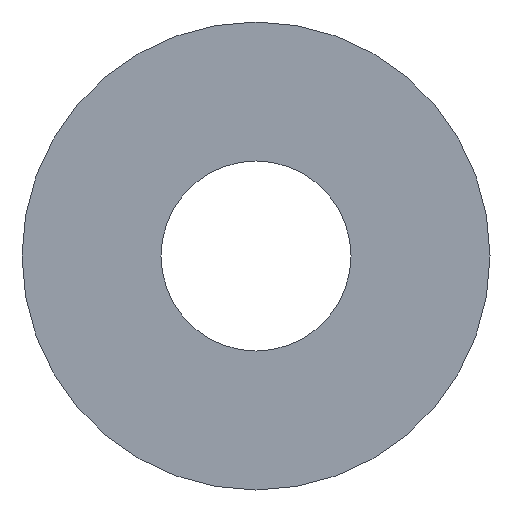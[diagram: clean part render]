
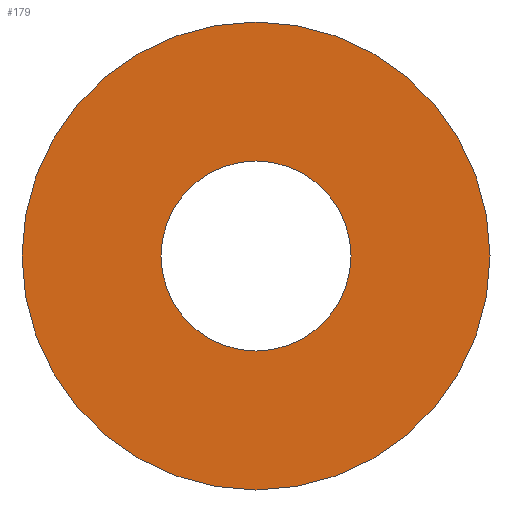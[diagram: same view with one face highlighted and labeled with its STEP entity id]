
A CAD part, left-side view. The second image highlights one B-rep face of the part: STEP entity #179.
In plain terms, the highlighted planar face has unit normal (-1, 0, 0).
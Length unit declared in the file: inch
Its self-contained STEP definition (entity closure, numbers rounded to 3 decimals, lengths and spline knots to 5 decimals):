
#14 = CIRCLE ( 'NONE', #52, 0.5 ) ;
#25 = DIRECTION ( 'NONE',  ( 0., 0., -1. ) ) ;
#26 = PLANE ( 'NONE',  #228 ) ;
#37 = EDGE_CURVE ( 'NONE', #118, #107, #14, .T. ) ;
#42 = CIRCLE ( 'NONE', #57, 0.5 ) ;
#43 = EDGE_LOOP ( 'NONE', ( #206, #133 ) ) ;
#50 = DIRECTION ( 'NONE',  ( 1., 0., 0. ) ) ;
#52 = AXIS2_PLACEMENT_3D ( 'NONE', #213, #94, #176 ) ;
#57 = AXIS2_PLACEMENT_3D ( 'NONE', #222, #184, #25 ) ;
#58 = VERTEX_POINT ( 'NONE', #163 ) ;
#59 = EDGE_CURVE ( 'NONE', #68, #58, #199, .T. ) ;
#62 = ORIENTED_EDGE ( 'NONE', *, *, #170, .F. ) ;
#65 = CARTESIAN_POINT ( 'NONE',  ( 0., 0., -0.203 ) ) ;
#67 = FACE_OUTER_BOUND ( 'NONE', #194, .T. ) ;
#68 = VERTEX_POINT ( 'NONE', #65 ) ;
#70 = CARTESIAN_POINT ( 'NONE',  ( 0., 0., 0. ) ) ;
#71 = CARTESIAN_POINT ( 'NONE',  ( 0., 0., -0.5 ) ) ;
#76 = AXIS2_PLACEMENT_3D ( 'NONE', #103, #161, #143 ) ;
#94 = DIRECTION ( 'NONE',  ( 1., 0., 0. ) ) ;
#95 = EDGE_CURVE ( 'NONE', #58, #68, #155, .T. ) ;
#103 = CARTESIAN_POINT ( 'NONE',  ( 0., 0., 0. ) ) ;
#107 = VERTEX_POINT ( 'NONE', #71 ) ;
#118 = VERTEX_POINT ( 'NONE', #169 ) ;
#125 = AXIS2_PLACEMENT_3D ( 'NONE', #220, #208, #134 ) ;
#133 = ORIENTED_EDGE ( 'NONE', *, *, #59, .T. ) ;
#134 = DIRECTION ( 'NONE',  ( 0., 0., -1. ) ) ;
#143 = DIRECTION ( 'NONE',  ( 0., 0., -1. ) ) ;
#155 = CIRCLE ( 'NONE', #76, 0.203 ) ;
#161 = DIRECTION ( 'NONE',  ( 1., 0., 0. ) ) ;
#163 = CARTESIAN_POINT ( 'NONE',  ( 0., 0., 0.203 ) ) ;
#165 = DIRECTION ( 'NONE',  ( 0., 0., -1. ) ) ;
#169 = CARTESIAN_POINT ( 'NONE',  ( 0., 0., 0.5 ) ) ;
#170 = EDGE_CURVE ( 'NONE', #107, #118, #42, .T. ) ;
#172 = ORIENTED_EDGE ( 'NONE', *, *, #37, .F. ) ;
#176 = DIRECTION ( 'NONE',  ( 0., 0., -1. ) ) ;
#179 = ADVANCED_FACE ( 'NONE', ( #67, #195 ), #26, .F. ) ;
#184 = DIRECTION ( 'NONE',  ( 1., 0., 0. ) ) ;
#194 = EDGE_LOOP ( 'NONE', ( #172, #62 ) ) ;
#195 = FACE_BOUND ( 'NONE', #43, .T. ) ;
#199 = CIRCLE ( 'NONE', #125, 0.203 ) ;
#206 = ORIENTED_EDGE ( 'NONE', *, *, #95, .T. ) ;
#208 = DIRECTION ( 'NONE',  ( 1., 0., 0. ) ) ;
#213 = CARTESIAN_POINT ( 'NONE',  ( 0., 0., 0. ) ) ;
#220 = CARTESIAN_POINT ( 'NONE',  ( 0., 0., 0. ) ) ;
#222 = CARTESIAN_POINT ( 'NONE',  ( 0., 0., 0. ) ) ;
#228 = AXIS2_PLACEMENT_3D ( 'NONE', #70, #50, #165 ) ;
